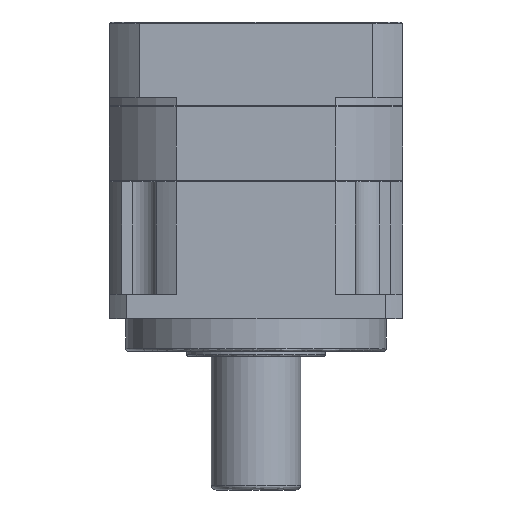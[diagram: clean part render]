
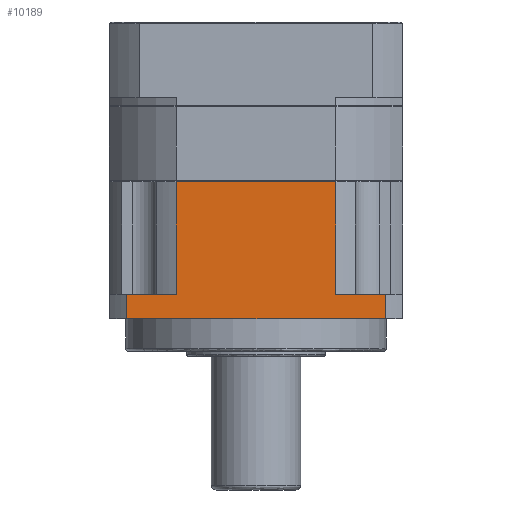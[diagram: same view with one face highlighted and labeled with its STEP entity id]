
A CAD part, front view. The second image highlights one B-rep face of the part: STEP entity #10189.
In plain terms, the highlighted planar face has unit normal (0, -1, 0).
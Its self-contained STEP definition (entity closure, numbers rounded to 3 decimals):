
#177 = VECTOR ( 'NONE', #8145, 1000. ) ;
#216 = LINE ( 'NONE', #13603, #8986 ) ;
#449 = EDGE_CURVE ( 'NONE', #4499, #2158, #15643, .T. ) ;
#536 = ORIENTED_EDGE ( 'NONE', *, *, #449, .F. ) ;
#568 = DIRECTION ( 'NONE',  ( -1., 0., 0. ) ) ;
#1051 = VERTEX_POINT ( 'NONE', #7500 ) ;
#1419 = LINE ( 'NONE', #6602, #13848 ) ;
#1808 = CARTESIAN_POINT ( 'NONE',  ( 0., -90., 189. ) ) ;
#1824 = DIRECTION ( 'NONE',  ( -1., 0., 0. ) ) ;
#1906 = DIRECTION ( 'NONE',  ( -1., 0., 0. ) ) ;
#1972 = DIRECTION ( 'NONE',  ( 0., 1., 0. ) ) ;
#2041 = ORIENTED_EDGE ( 'NONE', *, *, #2065, .F. ) ;
#2065 = EDGE_CURVE ( 'NONE', #3250, #4499, #216, .T. ) ;
#2145 = VERTEX_POINT ( 'NONE', #8945 ) ;
#2158 = VERTEX_POINT ( 'NONE', #10556 ) ;
#2175 = EDGE_CURVE ( 'NONE', #10091, #3811, #7511, .T. ) ;
#2243 = PLANE ( 'NONE',  #11184 ) ;
#2740 = CARTESIAN_POINT ( 'NONE',  ( -79.373, -90., 120. ) ) ;
#3160 = CARTESIAN_POINT ( 'NONE',  ( -79.373, -90., 120. ) ) ;
#3163 = DIRECTION ( 'NONE',  ( 1., 0., 0. ) ) ;
#3250 = VERTEX_POINT ( 'NONE', #13275 ) ;
#3811 = VERTEX_POINT ( 'NONE', #13037 ) ;
#4161 = ORIENTED_EDGE ( 'NONE', *, *, #14731, .F. ) ;
#4446 = EDGE_CURVE ( 'NONE', #3811, #3250, #12700, .T. ) ;
#4457 = DIRECTION ( 'NONE',  ( 1., 0., 0. ) ) ;
#4499 = VERTEX_POINT ( 'NONE', #4593 ) ;
#4593 = CARTESIAN_POINT ( 'NONE',  ( -79.373, -90., 105. ) ) ;
#4737 = CARTESIAN_POINT ( 'NONE',  ( 49.054, -90., 120. ) ) ;
#5189 = CARTESIAN_POINT ( 'NONE',  ( 79.373, -90., 120. ) ) ;
#5207 = CARTESIAN_POINT ( 'NONE',  ( -79.373, -90., 120. ) ) ;
#5368 = DIRECTION ( 'NONE',  ( 0., 0., 1. ) ) ;
#5553 = DIRECTION ( 'NONE',  ( 0., 0., -1. ) ) ;
#5885 = FACE_OUTER_BOUND ( 'NONE', #11848, .T. ) ;
#6602 = CARTESIAN_POINT ( 'NONE',  ( -49.054, -90., 120. ) ) ;
#7453 = CARTESIAN_POINT ( 'NONE',  ( -79.373, -90., 120. ) ) ;
#7472 = EDGE_CURVE ( 'NONE', #1051, #10354, #13997, .T. ) ;
#7500 = CARTESIAN_POINT ( 'NONE',  ( 49.054, -90., 189. ) ) ;
#7511 = LINE ( 'NONE', #2740, #7688 ) ;
#7688 = VECTOR ( 'NONE', #4457, 1000. ) ;
#8145 = DIRECTION ( 'NONE',  ( 0., 0., -1. ) ) ;
#8204 = ORIENTED_EDGE ( 'NONE', *, *, #8805, .F. ) ;
#8292 = LINE ( 'NONE', #3160, #11533 ) ;
#8805 = EDGE_CURVE ( 'NONE', #2158, #2145, #8292, .T. ) ;
#8945 = CARTESIAN_POINT ( 'NONE',  ( -49.054, -90., 120. ) ) ;
#8986 = VECTOR ( 'NONE', #568, 1000. ) ;
#9436 = VECTOR ( 'NONE', #5553, 1000. ) ;
#10091 = VERTEX_POINT ( 'NONE', #4737 ) ;
#10189 = ADVANCED_FACE ( 'NONE', ( #5885 ), #2243, .F. ) ;
#10205 = CARTESIAN_POINT ( 'NONE',  ( -49.054, -90., 189. ) ) ;
#10350 = VECTOR ( 'NONE', #1824, 1000. ) ;
#10354 = VERTEX_POINT ( 'NONE', #10205 ) ;
#10556 = CARTESIAN_POINT ( 'NONE',  ( -79.373, -90., 120. ) ) ;
#11184 = AXIS2_PLACEMENT_3D ( 'NONE', #7453, #1972, #1906 ) ;
#11213 = ORIENTED_EDGE ( 'NONE', *, *, #4446, .F. ) ;
#11533 = VECTOR ( 'NONE', #3163, 1000. ) ;
#11848 = EDGE_LOOP ( 'NONE', ( #14636, #8204, #536, #2041, #11213, #12417, #4161, #15571 ) ) ;
#12417 = ORIENTED_EDGE ( 'NONE', *, *, #2175, .F. ) ;
#12700 = LINE ( 'NONE', #5189, #9436 ) ;
#13037 = CARTESIAN_POINT ( 'NONE',  ( 79.373, -90., 120. ) ) ;
#13064 = LINE ( 'NONE', #15387, #177 ) ;
#13275 = CARTESIAN_POINT ( 'NONE',  ( 79.373, -90., 105. ) ) ;
#13603 = CARTESIAN_POINT ( 'NONE',  ( -79.373, -90., 105. ) ) ;
#13806 = DIRECTION ( 'NONE',  ( 0., 0., 1. ) ) ;
#13848 = VECTOR ( 'NONE', #13806, 1000. ) ;
#13997 = LINE ( 'NONE', #1808, #10350 ) ;
#14049 = EDGE_CURVE ( 'NONE', #2145, #10354, #1419, .T. ) ;
#14636 = ORIENTED_EDGE ( 'NONE', *, *, #14049, .F. ) ;
#14731 = EDGE_CURVE ( 'NONE', #1051, #10091, #13064, .T. ) ;
#15285 = VECTOR ( 'NONE', #5368, 1000. ) ;
#15387 = CARTESIAN_POINT ( 'NONE',  ( 49.054, -90., 235.5 ) ) ;
#15571 = ORIENTED_EDGE ( 'NONE', *, *, #7472, .T. ) ;
#15643 = LINE ( 'NONE', #5207, #15285 ) ;
